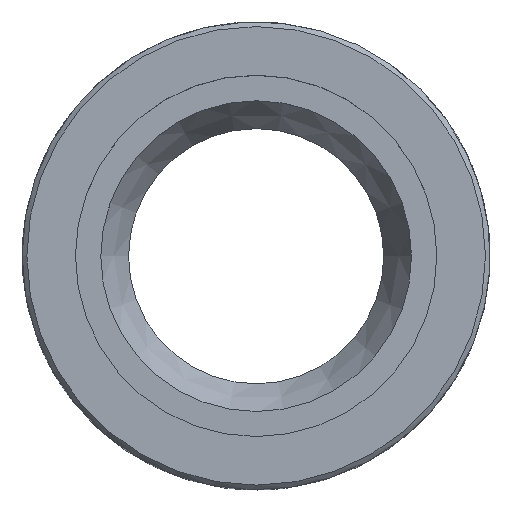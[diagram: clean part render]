
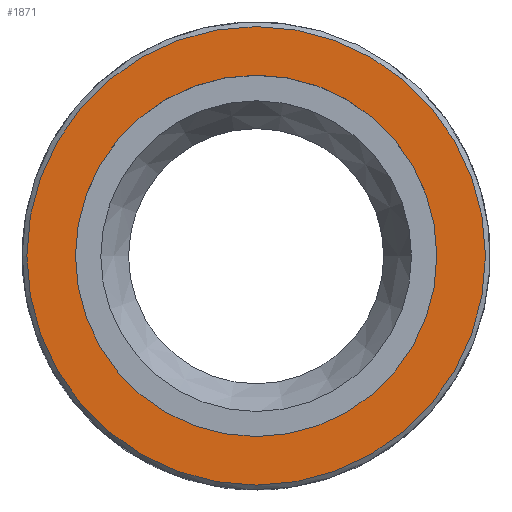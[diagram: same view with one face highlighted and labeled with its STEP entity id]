
A CAD part, top view. The second image highlights one B-rep face of the part: STEP entity #1871.
In plain terms, the highlighted planar face has unit normal (0, 0, 1).
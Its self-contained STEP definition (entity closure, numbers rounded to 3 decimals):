
#119=CIRCLE('',#2022,19.188);
#120=CIRCLE('',#2023,24.35);
#522=ORIENTED_EDGE('',*,*,#830,.T.);
#523=ORIENTED_EDGE('',*,*,#831,.F.);
#830=EDGE_CURVE('',#973,#973,#119,.T.);
#831=EDGE_CURVE('',#974,#974,#120,.T.);
#973=VERTEX_POINT('',#2848);
#974=VERTEX_POINT('',#2850);
#1066=EDGE_LOOP('',(#522));
#1067=EDGE_LOOP('',(#523));
#1162=FACE_BOUND('',#1066,.T.);
#1163=FACE_BOUND('',#1067,.T.);
#1236=PLANE('',#2021);
#1871=ADVANCED_FACE('',(#1162,#1163),#1236,.F.);
#2021=AXIS2_PLACEMENT_3D('',#2846,#2376,#2377);
#2022=AXIS2_PLACEMENT_3D('',#2847,#2378,#2379);
#2023=AXIS2_PLACEMENT_3D('',#2849,#2380,#2381);
#2376=DIRECTION('',(0.,0.,-1.));
#2377=DIRECTION('',(-1.,0.,0.));
#2378=DIRECTION('',(0.,0.,-1.));
#2379=DIRECTION('',(1.,0.,0.));
#2380=DIRECTION('',(0.,0.,-1.));
#2381=DIRECTION('',(-1.,0.,0.));
#2846=CARTESIAN_POINT('',(24.85,0.,22.5));
#2847=CARTESIAN_POINT('',(0.,0.,22.5));
#2848=CARTESIAN_POINT('',(19.188,0.,22.5));
#2849=CARTESIAN_POINT('',(0.,0.,22.5));
#2850=CARTESIAN_POINT('',(-24.35,0.,22.5));
